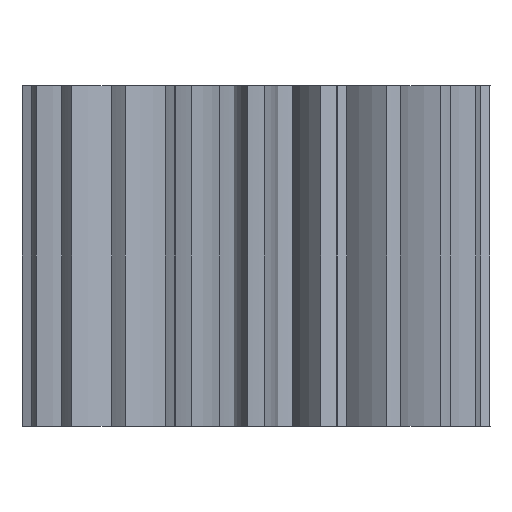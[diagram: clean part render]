
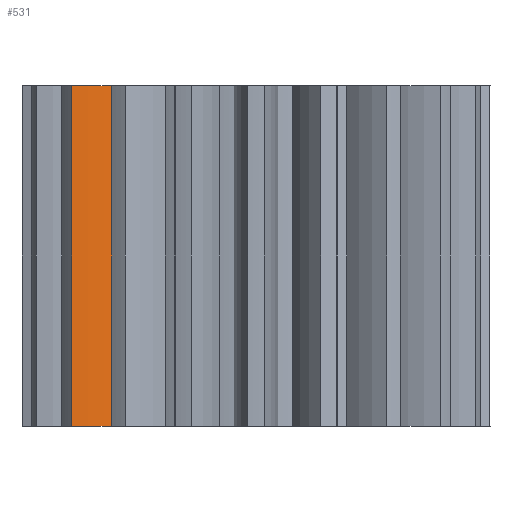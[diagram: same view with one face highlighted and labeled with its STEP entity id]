
A CAD part, left-side view. The second image highlights one B-rep face of the part: STEP entity #531.
In plain terms, the highlighted cylindrical face has radius 5.166 mm (diameter 10.333 mm), a partial arc.
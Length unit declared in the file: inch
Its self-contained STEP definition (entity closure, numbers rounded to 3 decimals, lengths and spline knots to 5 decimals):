
#471=CARTESIAN_POINT('',(-0.21163,0.27088,-0.5));
#472=VERTEX_POINT('',#471);
#480=CARTESIAN_POINT('',(-0.21163,0.27088,0.0));
#481=VERTEX_POINT('',#480);
#482=CARTESIAN_POINT('',(-0.21163,0.27088,-0.5));
#483=DIRECTION('',(0.0,0.0,1.0));
#484=VECTOR('',#483,0.5);
#485=LINE('',#482,#484);
#486=EDGE_CURVE('',#472,#481,#485,.T.);
#499=CARTESIAN_POINT('',(-0.01118,0.30543,-1.0316));
#500=DIRECTION('',(0.0,0.0,1.0));
#501=DIRECTION('',(0.809,0.588,0.0));
#502=AXIS2_PLACEMENT_3D('',#499,#500,#501);
#503=CYLINDRICAL_SURFACE('',#502,0.2034);
#504=CARTESIAN_POINT('',(-0.18562,0.2008,-0.5));
#505=VERTEX_POINT('',#504);
#506=CARTESIAN_POINT('',(-0.01118,0.30543,-0.5));
#507=DIRECTION('',(0.0,0.0,-1.0));
#508=DIRECTION('',(-0.809,-0.588,0.0));
#509=AXIS2_PLACEMENT_3D('',#506,#507,#508);
#510=CIRCLE('',#509,0.2034);
#511=EDGE_CURVE('',#505,#472,#510,.T.);
#512=ORIENTED_EDGE('',*,*,#511,.F.);
#513=CARTESIAN_POINT('',(-0.18562,0.2008,0.0));
#514=VERTEX_POINT('',#513);
#515=CARTESIAN_POINT('',(-0.18562,0.2008,-0.5));
#516=DIRECTION('',(0.0,0.0,1.0));
#517=VECTOR('',#516,0.5);
#518=LINE('',#515,#517);
#519=EDGE_CURVE('',#505,#514,#518,.T.);
#520=ORIENTED_EDGE('',*,*,#519,.T.);
#521=CARTESIAN_POINT('',(-0.01118,0.30543,0.0));
#522=DIRECTION('',(0.0,0.0,1.0));
#523=DIRECTION('',(0.809,0.588,0.0));
#524=AXIS2_PLACEMENT_3D('',#521,#522,#523);
#525=CIRCLE('',#524,0.2034);
#526=EDGE_CURVE('',#481,#514,#525,.T.);
#527=ORIENTED_EDGE('',*,*,#526,.F.);
#528=ORIENTED_EDGE('',*,*,#486,.F.);
#529=EDGE_LOOP('',(#512,#520,#527,#528));
#530=FACE_OUTER_BOUND('',#529,.T.);
#531=ADVANCED_FACE('',(#530),#503,.T.);
